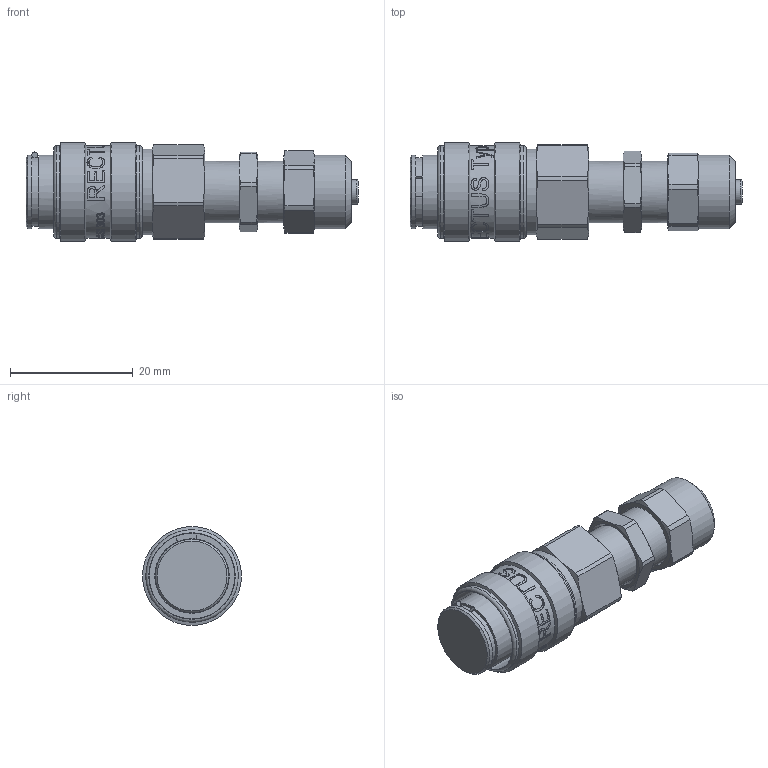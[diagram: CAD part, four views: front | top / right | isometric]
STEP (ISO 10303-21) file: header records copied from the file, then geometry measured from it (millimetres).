
FILE_DESCRIPTION((''),'2;1');
FILE_NAME('21kaks06rvx.stp','2013-06-04T10:18:37',('IA176480'),(''),'Autodesk Inventor 2011','Autodesk Inventor 2011','');
FILE_SCHEMA(('AUTOMOTIVE_DESIGN { 1 0 10303 214 1 1 1 1 }'));
Length unit declared in the file: millimetre
Products named in the file (1): D106740
Bounding box: 54.15 x 16.15 x 16.15 mm (x, y, z)
Volume: 6813 mm3; surface area: 4615.2 mm2
Topology: 2 solids, 3 shells, 461 faces, 1159 edges, 752 vertices
Faces by surface type: bspline 174, plane 146, cylinder 78, cone 57, torus 6
Full cylindrical faces by diameter (mm): 3.95 x1, 4.6 x1, 6.2 x1, 10 x3, 10.5 x1, 11.15 x1, 11.4 x1, 12 x4, 12.15 x1, 14 x3, 15.1 x3, 16.15 x2
Entity records: 57609 total; most frequent: CARTESIAN_POINT 47780, ORIENTED_EDGE 2202, DIRECTION 1344, EDGE_CURVE 1101, VERTEX_POINT 743, EDGE_LOOP 562, AXIS2_PLACEMENT_3D 486, FACE_OUTER_BOUND 461
